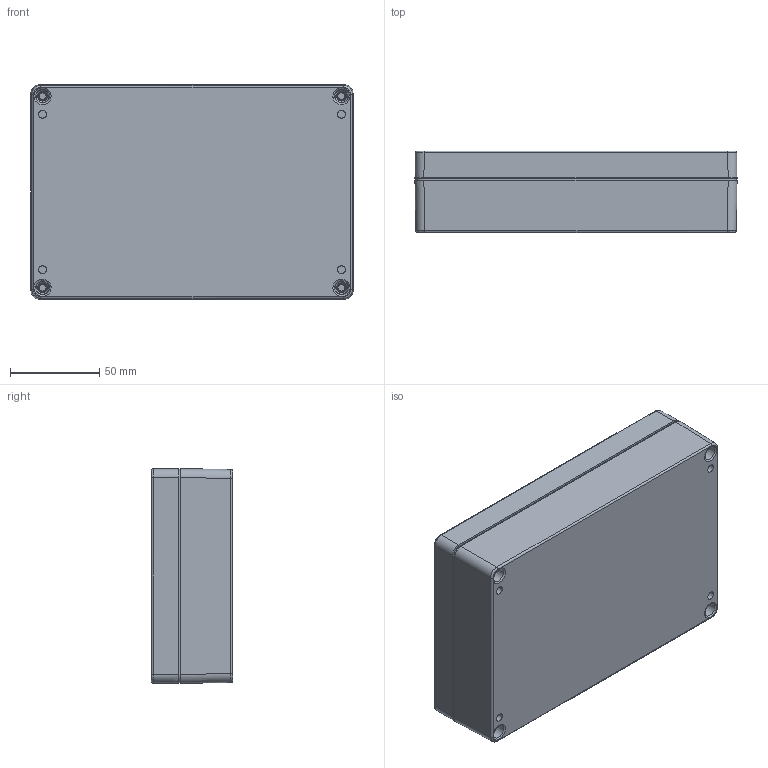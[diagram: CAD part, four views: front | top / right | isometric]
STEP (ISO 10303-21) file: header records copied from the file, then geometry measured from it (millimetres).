
FILE_DESCRIPTION (( 'STEP AP214' ), '1' );
FILE_NAME ('1554HL2GYCL.STEP', '2021-09-09T12:09:31', ( '' ), ( '' ), 'SwSTEP 2.0', 'SolidWorks 2021', '' );
FILE_SCHEMA (( 'AUTOMOTIVE_DESIGN' ));
Length unit declared in the file: inch
Products named in the file (1): 1554HL2GYCL
Bounding box: 180.07 x 45.55 x 120.07 mm (x, y, z)
Volume: 220519.1 mm3; surface area: 156328.2 mm2
Topology: 15 solids, 15 shells, 1478 faces, 3848 edges, 2490 vertices
Faces by surface type: bspline 564, plane 374, cylinder 340, cone 194, torus 6
Full cylindrical faces by diameter (mm): 2 x4, 2.464 x4, 3.251 x4, 3.43 x4, 3.5 x4, 3.81 x12, 3.88 x4, 3.912 x4, 4.6 x4, 5.334 x4, 5.537 x8, 6.35 x8
Entity records: 65924 total; most frequent: CARTESIAN_POINT 34127, ORIENTED_EDGE 7220, DIRECTION 5079, EDGE_CURVE 3610, VERTEX_POINT 2416, AXIS2_PLACEMENT_3D 1831, EDGE_LOOP 1774, FACE_OUTER_BOUND 1560
